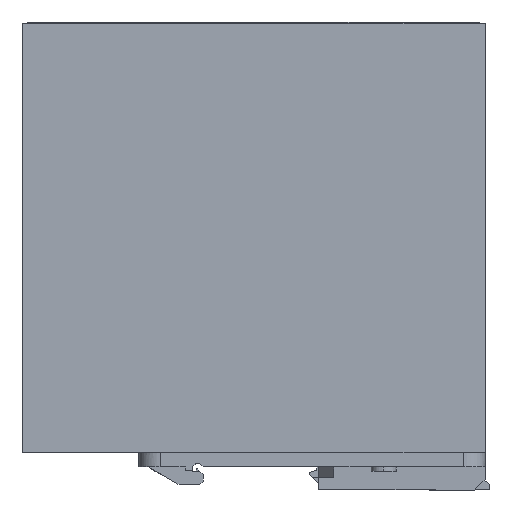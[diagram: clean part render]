
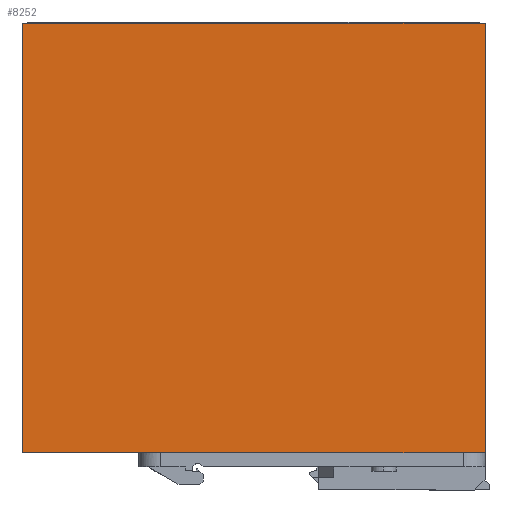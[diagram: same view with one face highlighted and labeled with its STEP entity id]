
A CAD part, left-side view. The second image highlights one B-rep face of the part: STEP entity #8252.
In plain terms, the highlighted planar face has unit normal (-1, 0, 0).
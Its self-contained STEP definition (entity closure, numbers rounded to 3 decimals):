
#8239=AXIS2_PLACEMENT_3D('Plane Axis2P3D',#8236,#8237,#8238) ;
#3671=CARTESIAN_POINT('Vertex',(0.,1.2,10.5)) ;
#3674=CARTESIAN_POINT('Line Origine',(0.,66.2,10.5)) ;
#3678=CARTESIAN_POINT('Vertex',(0.,131.2,10.5)) ;
#5409=CARTESIAN_POINT('Vertex',(0.,1.2,131.2)) ;
#5412=CARTESIAN_POINT('Line Origine',(0.,1.2,70.85)) ;
#6951=CARTESIAN_POINT('Line Origine',(0.,131.2,70.85)) ;
#6955=CARTESIAN_POINT('Vertex',(0.,131.2,131.2)) ;
#8236=CARTESIAN_POINT('Axis2P3D Location',(0.,130.,131.2)) ;
#8241=CARTESIAN_POINT('Line Origine',(0.,66.2,131.2)) ;
#3675=DIRECTION('Vector Direction',(0.,1.,0.)) ;
#5413=DIRECTION('Vector Direction',(0.,0.,-1.)) ;
#6952=DIRECTION('Vector Direction',(0.,0.,-1.)) ;
#8237=DIRECTION('Axis2P3D Direction',(-1.,0.,0.)) ;
#8238=DIRECTION('Axis2P3D XDirection',(0.,1.,0.)) ;
#8242=DIRECTION('Vector Direction',(0.,-1.,0.)) ;
#3676=VECTOR('Line Direction',#3675,1.) ;
#5414=VECTOR('Line Direction',#5413,1.) ;
#6953=VECTOR('Line Direction',#6952,1.) ;
#8243=VECTOR('Line Direction',#8242,1.) ;
#8247=ORIENTED_EDGE('',*,*,#5416,.F.) ;
#8248=ORIENTED_EDGE('',*,*,#8245,.F.) ;
#8249=ORIENTED_EDGE('',*,*,#6957,.T.) ;
#8250=ORIENTED_EDGE('',*,*,#3680,.F.) ;
#8252=ADVANCED_FACE('Hauptk\X2\00F6\X0\rper',(#8251),#8240,.T.) ;
#3680=EDGE_CURVE('',#3672,#3679,#3677,.T.) ;
#5416=EDGE_CURVE('',#5410,#3672,#5415,.T.) ;
#6957=EDGE_CURVE('',#6956,#3679,#6954,.T.) ;
#8245=EDGE_CURVE('',#6956,#5410,#8244,.T.) ;
#8246=EDGE_LOOP('',(#8247,#8248,#8249,#8250)) ;
#8251=FACE_OUTER_BOUND('',#8246,.T.) ;
#3677=LINE('Line',#3674,#3676) ;
#5415=LINE('Line',#5412,#5414) ;
#6954=LINE('Line',#6951,#6953) ;
#8244=LINE('Line',#8241,#8243) ;
#8240=PLANE('',#8239) ;
#3672=VERTEX_POINT('',#3671) ;
#3679=VERTEX_POINT('',#3678) ;
#5410=VERTEX_POINT('',#5409) ;
#6956=VERTEX_POINT('',#6955) ;
